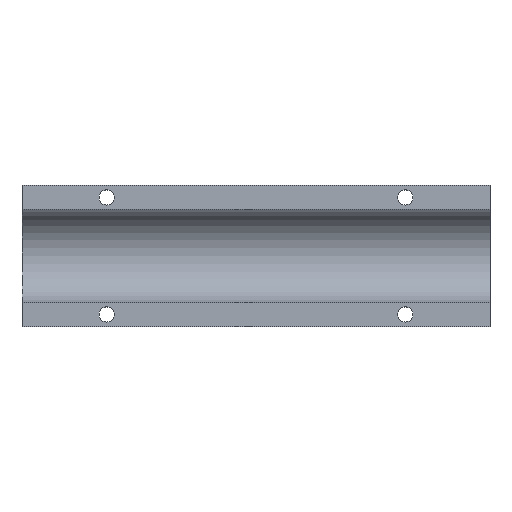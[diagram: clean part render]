
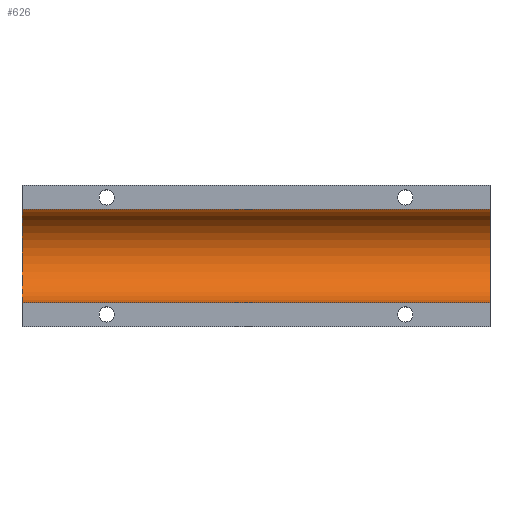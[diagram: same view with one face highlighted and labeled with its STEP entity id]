
A CAD part, top view. The second image highlights one B-rep face of the part: STEP entity #626.
In plain terms, the highlighted cylindrical face has radius 18.7 mm (diameter 37.4 mm), a partial arc.
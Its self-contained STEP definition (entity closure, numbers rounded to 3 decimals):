
#44 = PLANE('',#45);
#45 = AXIS2_PLACEMENT_3D('',#46,#47,#48);
#46 = CARTESIAN_POINT('',(-94.,38.5,17.));
#47 = DIRECTION('',(0.,0.,-1.));
#48 = DIRECTION('',(0.,-1.,0.));
#72 = PLANE('',#73);
#73 = AXIS2_PLACEMENT_3D('',#74,#75,#76);
#74 = CARTESIAN_POINT('',(94.,10.,4.576));
#75 = DIRECTION('',(-1.,0.,0.));
#76 = DIRECTION('',(0.,0.,-1.));
#126 = PLANE('',#127);
#127 = AXIS2_PLACEMENT_3D('',#128,#129,#130);
#128 = CARTESIAN_POINT('',(-94.,10.,4.576));
#129 = DIRECTION('',(-1.,0.,0.));
#130 = DIRECTION('',(0.,0.,-1.));
#143 = VERTEX_POINT('',#144);
#144 = CARTESIAN_POINT('',(94.,28.7,17.));
#165 = EDGE_CURVE('',#166,#143,#168,.T.);
#166 = VERTEX_POINT('',#167);
#167 = CARTESIAN_POINT('',(-94.,28.7,17.));
#168 = SURFACE_CURVE('',#169,(#173,#180),.PCURVE_S1.);
#169 = LINE('',#170,#171);
#170 = CARTESIAN_POINT('',(-94.,28.7,17.));
#171 = VECTOR('',#172,1.);
#172 = DIRECTION('',(1.,0.,0.));
#173 = PCURVE('',#44,#174);
#174 = DEFINITIONAL_REPRESENTATION('',(#175),#179);
#175 = LINE('',#176,#177);
#176 = CARTESIAN_POINT('',(9.8,0.));
#177 = VECTOR('',#178,1.);
#178 = DIRECTION('',(0.,-1.));
#179 = ( GEOMETRIC_REPRESENTATION_CONTEXT(2) 
PARAMETRIC_REPRESENTATION_CONTEXT() REPRESENTATION_CONTEXT('2D SPACE',''
  ) );
#180 = PCURVE('',#181,#186);
#181 = CYLINDRICAL_SURFACE('',#182,18.7);
#182 = AXIS2_PLACEMENT_3D('',#183,#184,#185);
#183 = CARTESIAN_POINT('',(-94.,10.,17.));
#184 = DIRECTION('',(-1.,0.,0.));
#185 = DIRECTION('',(0.,1.,0.));
#186 = DEFINITIONAL_REPRESENTATION('',(#187),#191);
#187 = LINE('',#188,#189);
#188 = CARTESIAN_POINT('',(-6.283,0.));
#189 = VECTOR('',#190,1.);
#190 = DIRECTION('',(-0.,-1.));
#191 = ( GEOMETRIC_REPRESENTATION_CONTEXT(2) 
PARAMETRIC_REPRESENTATION_CONTEXT() REPRESENTATION_CONTEXT('2D SPACE',''
  ) );
#495 = VERTEX_POINT('',#496);
#496 = CARTESIAN_POINT('',(-94.,-8.7,17.));
#510 = PLANE('',#511);
#511 = AXIS2_PLACEMENT_3D('',#512,#513,#514);
#512 = CARTESIAN_POINT('',(-94.,-18.5,17.));
#513 = DIRECTION('',(0.,0.,1.));
#514 = DIRECTION('',(0.,1.,0.));
#522 = EDGE_CURVE('',#495,#166,#523,.T.);
#523 = SURFACE_CURVE('',#524,(#529,#540),.PCURVE_S1.);
#524 = CIRCLE('',#525,18.7);
#525 = AXIS2_PLACEMENT_3D('',#526,#527,#528);
#526 = CARTESIAN_POINT('',(-94.,10.,17.));
#527 = DIRECTION('',(1.,0.,0.));
#528 = DIRECTION('',(0.,1.,0.));
#529 = PCURVE('',#126,#530);
#530 = DEFINITIONAL_REPRESENTATION('',(#531),#539);
#531 = ( BOUNDED_CURVE() B_SPLINE_CURVE(2,(#532,#533,#534,#535,#536,#537
,#538),.UNSPECIFIED.,.T.,.F.) B_SPLINE_CURVE_WITH_KNOTS((1,2,2,2,2,1),(
    -2.094,0.,2.094,4.189,6.283,
8.378),.UNSPECIFIED.) CURVE() GEOMETRIC_REPRESENTATION_ITEM() 
RATIONAL_B_SPLINE_CURVE((1.,0.5,1.,0.5,1.,0.5,1.)) REPRESENTATION_ITEM(
  '') );
#532 = CARTESIAN_POINT('',(-12.424,-18.7));
#533 = CARTESIAN_POINT('',(-44.814,-18.7));
#534 = CARTESIAN_POINT('',(-28.619,9.35));
#535 = CARTESIAN_POINT('',(-12.424,37.4));
#536 = CARTESIAN_POINT('',(3.77,9.35));
#537 = CARTESIAN_POINT('',(19.965,-18.7));
#538 = CARTESIAN_POINT('',(-12.424,-18.7));
#539 = ( GEOMETRIC_REPRESENTATION_CONTEXT(2) 
PARAMETRIC_REPRESENTATION_CONTEXT() REPRESENTATION_CONTEXT('2D SPACE',''
  ) );
#540 = PCURVE('',#181,#541);
#541 = DEFINITIONAL_REPRESENTATION('',(#542),#546);
#542 = LINE('',#543,#544);
#543 = CARTESIAN_POINT('',(-0.,0.));
#544 = VECTOR('',#545,1.);
#545 = DIRECTION('',(-1.,0.));
#546 = ( GEOMETRIC_REPRESENTATION_CONTEXT(2) 
PARAMETRIC_REPRESENTATION_CONTEXT() REPRESENTATION_CONTEXT('2D SPACE',''
  ) );
#578 = VERTEX_POINT('',#579);
#579 = CARTESIAN_POINT('',(94.,-8.7,17.));
#600 = EDGE_CURVE('',#578,#143,#601,.T.);
#601 = SURFACE_CURVE('',#602,(#607,#618),.PCURVE_S1.);
#602 = CIRCLE('',#603,18.7);
#603 = AXIS2_PLACEMENT_3D('',#604,#605,#606);
#604 = CARTESIAN_POINT('',(94.,10.,17.));
#605 = DIRECTION('',(1.,0.,0.));
#606 = DIRECTION('',(0.,1.,0.));
#607 = PCURVE('',#72,#608);
#608 = DEFINITIONAL_REPRESENTATION('',(#609),#617);
#609 = ( BOUNDED_CURVE() B_SPLINE_CURVE(2,(#610,#611,#612,#613,#614,#615
,#616),.UNSPECIFIED.,.T.,.F.) B_SPLINE_CURVE_WITH_KNOTS((1,2,2,2,2,1),(
    -2.094,0.,2.094,4.189,6.283,
8.378),.UNSPECIFIED.) CURVE() GEOMETRIC_REPRESENTATION_ITEM() 
RATIONAL_B_SPLINE_CURVE((1.,0.5,1.,0.5,1.,0.5,1.)) REPRESENTATION_ITEM(
  '') );
#610 = CARTESIAN_POINT('',(-12.424,-18.7));
#611 = CARTESIAN_POINT('',(-44.814,-18.7));
#612 = CARTESIAN_POINT('',(-28.619,9.35));
#613 = CARTESIAN_POINT('',(-12.424,37.4));
#614 = CARTESIAN_POINT('',(3.77,9.35));
#615 = CARTESIAN_POINT('',(19.965,-18.7));
#616 = CARTESIAN_POINT('',(-12.424,-18.7));
#617 = ( GEOMETRIC_REPRESENTATION_CONTEXT(2) 
PARAMETRIC_REPRESENTATION_CONTEXT() REPRESENTATION_CONTEXT('2D SPACE',''
  ) );
#618 = PCURVE('',#181,#619);
#619 = DEFINITIONAL_REPRESENTATION('',(#620),#624);
#620 = LINE('',#621,#622);
#621 = CARTESIAN_POINT('',(-0.,-188.));
#622 = VECTOR('',#623,1.);
#623 = DIRECTION('',(-1.,0.));
#624 = ( GEOMETRIC_REPRESENTATION_CONTEXT(2) 
PARAMETRIC_REPRESENTATION_CONTEXT() REPRESENTATION_CONTEXT('2D SPACE',''
  ) );
#626 = ADVANCED_FACE('',(#627),#181,.F.);
#627 = FACE_BOUND('',#628,.T.);
#628 = EDGE_LOOP('',(#629,#650,#651,#652));
#629 = ORIENTED_EDGE('',*,*,#630,.T.);
#630 = EDGE_CURVE('',#495,#578,#631,.T.);
#631 = SURFACE_CURVE('',#632,(#636,#643),.PCURVE_S1.);
#632 = LINE('',#633,#634);
#633 = CARTESIAN_POINT('',(-94.,-8.7,17.));
#634 = VECTOR('',#635,1.);
#635 = DIRECTION('',(1.,0.,0.));
#636 = PCURVE('',#181,#637);
#637 = DEFINITIONAL_REPRESENTATION('',(#638),#642);
#638 = LINE('',#639,#640);
#639 = CARTESIAN_POINT('',(-3.142,0.));
#640 = VECTOR('',#641,1.);
#641 = DIRECTION('',(-0.,-1.));
#642 = ( GEOMETRIC_REPRESENTATION_CONTEXT(2) 
PARAMETRIC_REPRESENTATION_CONTEXT() REPRESENTATION_CONTEXT('2D SPACE',''
  ) );
#643 = PCURVE('',#510,#644);
#644 = DEFINITIONAL_REPRESENTATION('',(#645),#649);
#645 = LINE('',#646,#647);
#646 = CARTESIAN_POINT('',(9.8,0.));
#647 = VECTOR('',#648,1.);
#648 = DIRECTION('',(0.,-1.));
#649 = ( GEOMETRIC_REPRESENTATION_CONTEXT(2) 
PARAMETRIC_REPRESENTATION_CONTEXT() REPRESENTATION_CONTEXT('2D SPACE',''
  ) );
#650 = ORIENTED_EDGE('',*,*,#600,.T.);
#651 = ORIENTED_EDGE('',*,*,#165,.F.);
#652 = ORIENTED_EDGE('',*,*,#522,.F.);
